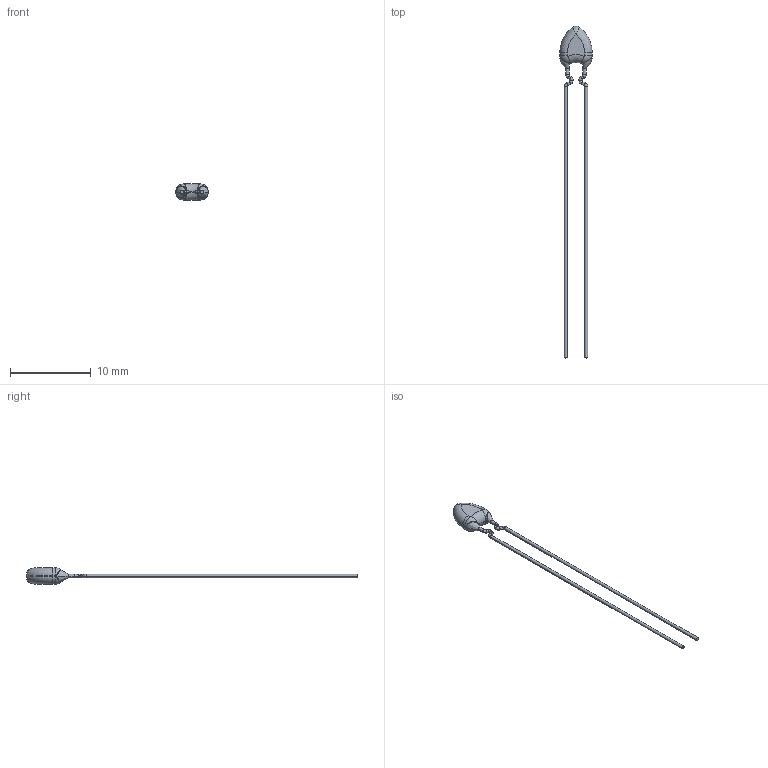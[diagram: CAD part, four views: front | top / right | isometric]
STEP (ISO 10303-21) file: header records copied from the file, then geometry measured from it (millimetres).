
FILE_DESCRIPTION (( 'STEP AP214' ), '1' );
FILE_NAME ('NXRS15WB333JA1B040.STEP', '2020-08-13T11:51:47', ( '' ), ( '' ), 'SwSTEP 2.0', 'SolidWorks 2017', '' );
FILE_SCHEMA (( 'AUTOMOTIVE_DESIGN' ));
Length unit declared in the file: millimetre
Products named in the file (1): NXRS15WB333JA1B040
Bounding box: 4 x 41 x 2 mm (x, y, z)
Volume: 34.1 mm3; surface area: 139.3 mm2
Topology: 3 solids, 3 shells, 84 faces, 178 edges, 94 vertices
Faces by surface type: cylinder 28, torus 26, bspline 20, plane 10
Entity records: 2978 total; most frequent: CARTESIAN_POINT 1247, DIRECTION 366, ORIENTED_EDGE 344, EDGE_CURVE 172, AXIS2_PLACEMENT_3D 167, CIRCLE 102, VERTEX_POINT 94, ADVANCED_FACE 84
